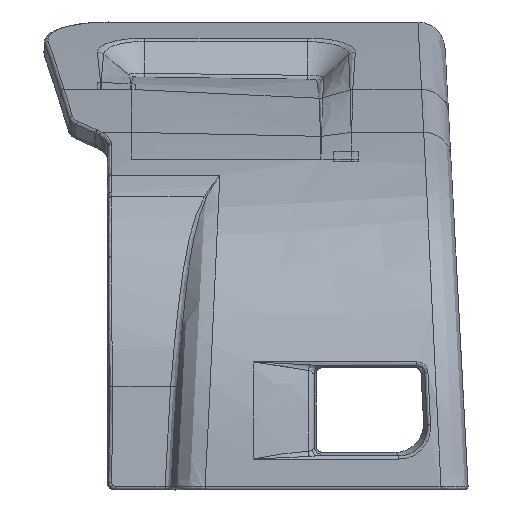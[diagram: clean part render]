
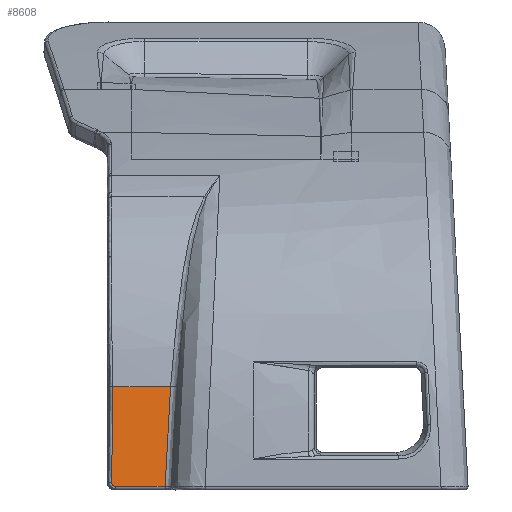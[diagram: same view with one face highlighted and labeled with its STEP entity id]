
A CAD part, front view. The second image highlights one B-rep face of the part: STEP entity #8608.
In plain terms, the highlighted planar face has unit normal (0, -0.996, 0.087).
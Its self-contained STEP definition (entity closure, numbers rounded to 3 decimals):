
#666=LINE('',#34095,#1109);
#667=LINE('',#34143,#1110);
#1109=VECTOR('',#10927,7.339);
#1110=VECTOR('',#10928,8.535);
#1297=PLANE('',#9281);
#1747=FACE_OUTER_BOUND('',#2278,.T.);
#2278=EDGE_LOOP('',(#7581,#7582,#7583,#7584,#7585));
#2708=ELLIPSE('',#8996,0.529,0.495);
#3076=B_SPLINE_CURVE_WITH_KNOTS('',3,(#30354,#30355,#30356,#30357,#30358,
#30359,#30360,#30361,#30362,#30363,#30364,#30365,#30366,#30367,#30368,#30369,
#30370,#30371,#30372,#30373,#30374,#30375,#30376,#30377,#30378,#30379,#30380,
#30381,#30382,#30383,#30384,#30385,#30386,#30387,#30388,#30389,#30390,#30391,
#30392,#30393,#30394,#30395,#30396),.UNSPECIFIED.,.F.,.F.,(4,3,3,3,3,3,
3,3,3,3,3,3,3,3,4),(-1.,-0.894,-0.831,
-0.789,-0.707,-0.632,-0.529,
-0.503,-0.5,-0.422,-0.376,-0.285,
-0.21,-0.105,0.),.UNSPECIFIED.);
#3131=B_SPLINE_CURVE_WITH_KNOTS('',3,(#34097,#34098,#34099,#34100,#34101,
#34102,#34103,#34104,#34105,#34106,#34107,#34108,#34109,#34110,#34111,#34112,
#34113,#34114,#34115,#34116,#34117,#34118,#34119,#34120,#34121,#34122,#34123,
#34124,#34125,#34126,#34127,#34128,#34129,#34130,#34131,#34132,#34133,#34134,
#34135,#34136,#34137,#34138,#34139,#34140,#34141,#34142),.UNSPECIFIED.,
 .F.,.F.,(4,3,3,3,3,3,3,3,3,3,3,3,3,3,3,4),(0.,0.036,
0.091,0.156,0.237,0.25,0.253,
0.357,0.443,0.5,0.629,0.729,
0.816,0.896,0.978,1.),.UNSPECIFIED.);
#3560=VERTEX_POINT('',#18742);
#3563=VERTEX_POINT('',#18828);
#3868=VERTEX_POINT('',#30352);
#3928=VERTEX_POINT('',#34094);
#3929=VERTEX_POINT('',#34096);
#4548=EDGE_CURVE('',#3563,#3560,#2708,.T.);
#5065=EDGE_CURVE('',#3868,#3560,#3076,.T.);
#5174=EDGE_CURVE('',#3928,#3563,#666,.T.);
#5175=EDGE_CURVE('',#3928,#3929,#3131,.T.);
#5176=EDGE_CURVE('',#3868,#3929,#667,.T.);
#7581=ORIENTED_EDGE('',*,*,#5174,.F.);
#7582=ORIENTED_EDGE('',*,*,#5175,.T.);
#7583=ORIENTED_EDGE('',*,*,#5176,.F.);
#7584=ORIENTED_EDGE('',*,*,#5065,.T.);
#7585=ORIENTED_EDGE('',*,*,#4548,.F.);
#8608=ADVANCED_FACE('',(#1747),#1297,.T.);
#8996=AXIS2_PLACEMENT_3D('',#18830,#10156,#10157);
#9281=AXIS2_PLACEMENT_3D('',#34093,#10925,#10926);
#10156=DIRECTION('center_axis',(0.,0.996,
-0.087));
#10157=DIRECTION('ref_axis',(0.955,-0.026,-0.295));
#10925=DIRECTION('center_axis',(0.,-0.996,0.087));
#10926=DIRECTION('ref_axis',(1.,0.,0.));
#10927=DIRECTION('',(-1.,0.,0.));
#10928=DIRECTION('',(1.,0.,0.));
#18742=CARTESIAN_POINT('',(37.132,-279.653,35.726));
#18828=CARTESIAN_POINT('',(37.678,-279.699,35.201));
#18830=CARTESIAN_POINT('Origin',(37.658,-279.656,35.698));
#30352=CARTESIAN_POINT('',(37.289,-278.413,49.905));
#30354=CARTESIAN_POINT('Ctrl Pts',(37.289,-278.413,49.905));
#30355=CARTESIAN_POINT('Ctrl Pts',(37.289,-278.429,49.722));
#30356=CARTESIAN_POINT('Ctrl Pts',(37.288,-278.45,49.483));
#30357=CARTESIAN_POINT('Ctrl Pts',(37.288,-278.475,49.189));
#30358=CARTESIAN_POINT('Ctrl Pts',(37.287,-278.491,49.012));
#30359=CARTESIAN_POINT('Ctrl Pts',(37.287,-278.508,48.814));
#30360=CARTESIAN_POINT('Ctrl Pts',(37.286,-278.527,48.597));
#30361=CARTESIAN_POINT('Ctrl Pts',(37.285,-278.54,48.453));
#30362=CARTESIAN_POINT('Ctrl Pts',(37.285,-278.553,48.3));
#30363=CARTESIAN_POINT('Ctrl Pts',(37.284,-278.567,48.139));
#30364=CARTESIAN_POINT('Ctrl Pts',(37.283,-278.595,47.824));
#30365=CARTESIAN_POINT('Ctrl Pts',(37.282,-278.625,47.475));
#30366=CARTESIAN_POINT('Ctrl Pts',(37.279,-278.659,47.094));
#30367=CARTESIAN_POINT('Ctrl Pts',(37.278,-278.689,46.744));
#30368=CARTESIAN_POINT('Ctrl Pts',(37.275,-278.722,46.365));
#30369=CARTESIAN_POINT('Ctrl Pts',(37.272,-278.758,45.959));
#30370=CARTESIAN_POINT('Ctrl Pts',(37.269,-278.807,45.4));
#30371=CARTESIAN_POINT('Ctrl Pts',(37.264,-278.86,44.788));
#30372=CARTESIAN_POINT('Ctrl Pts',(37.258,-278.919,44.123));
#30373=CARTESIAN_POINT('Ctrl Pts',(37.256,-278.933,43.959));
#30374=CARTESIAN_POINT('Ctrl Pts',(37.254,-278.948,43.791));
#30375=CARTESIAN_POINT('Ctrl Pts',(37.253,-278.963,43.62));
#30376=CARTESIAN_POINT('Ctrl Pts',(37.252,-278.965,43.598));
#30377=CARTESIAN_POINT('Ctrl Pts',(37.252,-278.967,43.575));
#30378=CARTESIAN_POINT('Ctrl Pts',(37.252,-278.969,43.552));
#30379=CARTESIAN_POINT('Ctrl Pts',(37.246,-279.017,42.996));
#30380=CARTESIAN_POINT('Ctrl Pts',(37.24,-279.064,42.464));
#30381=CARTESIAN_POINT('Ctrl Pts',(37.234,-279.108,41.954));
#30382=CARTESIAN_POINT('Ctrl Pts',(37.23,-279.135,41.656));
#30383=CARTESIAN_POINT('Ctrl Pts',(37.226,-279.16,41.365));
#30384=CARTESIAN_POINT('Ctrl Pts',(37.223,-279.185,41.082));
#30385=CARTESIAN_POINT('Ctrl Pts',(37.215,-279.233,40.525));
#30386=CARTESIAN_POINT('Ctrl Pts',(37.207,-279.28,39.999));
#30387=CARTESIAN_POINT('Ctrl Pts',(37.199,-279.323,39.503));
#30388=CARTESIAN_POINT('Ctrl Pts',(37.193,-279.359,39.087));
#30389=CARTESIAN_POINT('Ctrl Pts',(37.186,-279.394,38.693));
#30390=CARTESIAN_POINT('Ctrl Pts',(37.18,-279.426,38.32));
#30391=CARTESIAN_POINT('Ctrl Pts',(37.171,-279.471,37.805));
#30392=CARTESIAN_POINT('Ctrl Pts',(37.163,-279.513,37.332));
#30393=CARTESIAN_POINT('Ctrl Pts',(37.155,-279.551,36.899));
#30394=CARTESIAN_POINT('Ctrl Pts',(37.146,-279.588,36.467));
#30395=CARTESIAN_POINT('Ctrl Pts',(37.139,-279.623,36.076));
#30396=CARTESIAN_POINT('Ctrl Pts',(37.132,-279.653,35.726));
#34093=CARTESIAN_POINT('Origin',(0.,-278.413,49.905));
#34094=CARTESIAN_POINT('',(45.017,-279.699,35.201));
#34095=CARTESIAN_POINT('',(45.017,-279.699,35.201));
#34096=CARTESIAN_POINT('',(45.824,-278.413,49.905));
#34097=CARTESIAN_POINT('Ctrl Pts',(45.017,-279.699,35.201));
#34098=CARTESIAN_POINT('Ctrl Pts',(45.036,-279.665,35.594));
#34099=CARTESIAN_POINT('Ctrl Pts',(45.053,-279.633,35.959));
#34100=CARTESIAN_POINT('Ctrl Pts',(45.068,-279.603,36.298));
#34101=CARTESIAN_POINT('Ctrl Pts',(45.092,-279.559,36.808));
#34102=CARTESIAN_POINT('Ctrl Pts',(45.113,-279.519,37.257));
#34103=CARTESIAN_POINT('Ctrl Pts',(45.132,-279.485,37.645));
#34104=CARTESIAN_POINT('Ctrl Pts',(45.153,-279.445,38.105));
#34105=CARTESIAN_POINT('Ctrl Pts',(45.171,-279.412,38.479));
#34106=CARTESIAN_POINT('Ctrl Pts',(45.185,-279.387,38.77));
#34107=CARTESIAN_POINT('Ctrl Pts',(45.202,-279.355,39.134));
#34108=CARTESIAN_POINT('Ctrl Pts',(45.213,-279.335,39.366));
#34109=CARTESIAN_POINT('Ctrl Pts',(45.218,-279.326,39.464));
#34110=CARTESIAN_POINT('Ctrl Pts',(45.218,-279.325,39.48));
#34111=CARTESIAN_POINT('Ctrl Pts',(45.219,-279.324,39.493));
#34112=CARTESIAN_POINT('Ctrl Pts',(45.219,-279.323,39.502));
#34113=CARTESIAN_POINT('Ctrl Pts',(45.22,-279.322,39.516));
#34114=CARTESIAN_POINT('Ctrl Pts',(45.221,-279.32,39.53));
#34115=CARTESIAN_POINT('Ctrl Pts',(45.221,-279.319,39.545));
#34116=CARTESIAN_POINT('Ctrl Pts',(45.249,-279.269,40.122));
#34117=CARTESIAN_POINT('Ctrl Pts',(45.276,-279.221,40.669));
#34118=CARTESIAN_POINT('Ctrl Pts',(45.302,-279.176,41.187));
#34119=CARTESIAN_POINT('Ctrl Pts',(45.323,-279.138,41.614));
#34120=CARTESIAN_POINT('Ctrl Pts',(45.344,-279.103,42.021));
#34121=CARTESIAN_POINT('Ctrl Pts',(45.364,-279.069,42.407));
#34122=CARTESIAN_POINT('Ctrl Pts',(45.377,-279.046,42.664));
#34123=CARTESIAN_POINT('Ctrl Pts',(45.39,-279.025,42.912));
#34124=CARTESIAN_POINT('Ctrl Pts',(45.403,-279.004,43.151));
#34125=CARTESIAN_POINT('Ctrl Pts',(45.437,-278.948,43.793));
#34126=CARTESIAN_POINT('Ctrl Pts',(45.471,-278.893,44.42));
#34127=CARTESIAN_POINT('Ctrl Pts',(45.505,-278.839,45.031));
#34128=CARTESIAN_POINT('Ctrl Pts',(45.532,-278.798,45.505));
#34129=CARTESIAN_POINT('Ctrl Pts',(45.559,-278.757,45.969));
#34130=CARTESIAN_POINT('Ctrl Pts',(45.587,-278.717,46.424));
#34131=CARTESIAN_POINT('Ctrl Pts',(45.611,-278.683,46.818));
#34132=CARTESIAN_POINT('Ctrl Pts',(45.635,-278.649,47.206));
#34133=CARTESIAN_POINT('Ctrl Pts',(45.659,-278.616,47.586));
#34134=CARTESIAN_POINT('Ctrl Pts',(45.682,-278.585,47.935));
#34135=CARTESIAN_POINT('Ctrl Pts',(45.705,-278.555,48.278));
#34136=CARTESIAN_POINT('Ctrl Pts',(45.728,-278.526,48.616));
#34137=CARTESIAN_POINT('Ctrl Pts',(45.753,-278.495,48.962));
#34138=CARTESIAN_POINT('Ctrl Pts',(45.777,-278.466,49.302));
#34139=CARTESIAN_POINT('Ctrl Pts',(45.803,-278.436,49.636));
#34140=CARTESIAN_POINT('Ctrl Pts',(45.81,-278.428,49.726));
#34141=CARTESIAN_POINT('Ctrl Pts',(45.817,-278.421,49.816));
#34142=CARTESIAN_POINT('Ctrl Pts',(45.824,-278.413,49.905));
#34143=CARTESIAN_POINT('',(37.289,-278.413,49.905));
